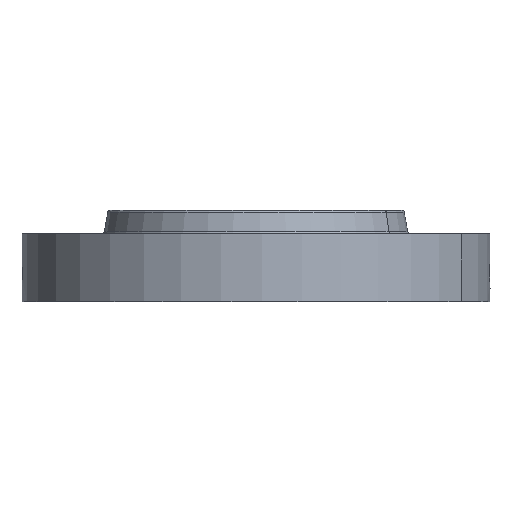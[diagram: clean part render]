
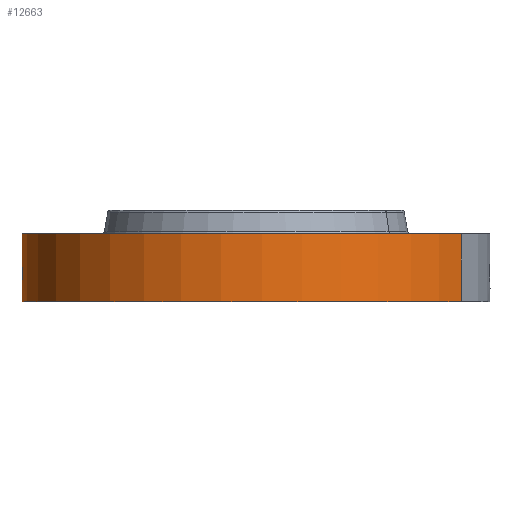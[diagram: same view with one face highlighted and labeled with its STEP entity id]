
A CAD part, left-side view. The second image highlights one B-rep face of the part: STEP entity #12663.
In plain terms, the highlighted cylindrical face has radius 158.75 mm (diameter 317.5 mm), a partial arc.
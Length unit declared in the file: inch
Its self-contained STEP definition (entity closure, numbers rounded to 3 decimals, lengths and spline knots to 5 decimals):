
#11513=AXIS2_PLACEMENT_3D('Circle Axis2P3D',#11511,#11512,$) ;
#12452=AXIS2_PLACEMENT_3D('Cylinder Axis2P3D',#12449,#12450,#12451) ;
#12568=AXIS2_PLACEMENT_3D('Circle Axis2P3D',#12566,#12567,$) ;
#11506=CARTESIAN_POINT('Vertex',(2.99641,5.48489,0.)) ;
#11508=CARTESIAN_POINT('Vertex',(-2.99641,-5.48489,0.)) ;
#11511=CARTESIAN_POINT('Axis2P3D Location',(0.,0.,0.)) ;
#12449=CARTESIAN_POINT('Axis2P3D Location',(0.,0.,1.2165)) ;
#12454=CARTESIAN_POINT('Line Origine',(2.99641,5.48489,0.9065)) ;
#12458=CARTESIAN_POINT('Vertex',(2.99641,5.48489,1.813)) ;
#12465=CARTESIAN_POINT('Vertex',(-2.99641,-5.48489,1.813)) ;
#12468=CARTESIAN_POINT('Line Origine',(-2.99641,-5.48489,0.9065)) ;
#12566=CARTESIAN_POINT('Axis2P3D Location',(0.,0.,1.813)) ;
#12578=CARTESIAN_POINT('Control Point',(-0.06146,6.2497,1.09873)) ;
#12579=CARTESIAN_POINT('Control Point',(-0.04142,6.24989,1.10227)) ;
#12580=CARTESIAN_POINT('Control Point',(-0.02107,6.25,1.10408)) ;
#12581=CARTESIAN_POINT('Control Point',(-0.00072,6.25,1.10412)) ;
#12582=CARTESIAN_POINT('Vertex',(-0.06145,6.2497,1.09874)) ;
#12584=CARTESIAN_POINT('Vertex',(-0.00072,6.25,1.10412)) ;
#12588=CARTESIAN_POINT('Control Point',(-0.06145,6.2497,1.09874)) ;
#12589=CARTESIAN_POINT('Control Point',(-0.0996,6.24932,1.09347)) ;
#12590=CARTESIAN_POINT('Control Point',(-0.1369,6.24859,1.0813)) ;
#12591=CARTESIAN_POINT('Control Point',(-0.17107,6.24766,1.06317)) ;
#12592=CARTESIAN_POINT('Vertex',(-0.17107,6.24766,1.06317)) ;
#12596=CARTESIAN_POINT('Control Point',(-0.02962,6.24993,0.34109)) ;
#12597=CARTESIAN_POINT('Control Point',(-0.08507,6.24967,0.34817)) ;
#12598=CARTESIAN_POINT('Control Point',(-0.1389,6.2488,0.36572)) ;
#12599=CARTESIAN_POINT('Control Point',(-0.18831,6.2474,0.39315)) ;
#12600=CARTESIAN_POINT('Control Point',(-0.27645,6.24416,0.46546)) ;
#12601=CARTESIAN_POINT('Control Point',(-0.33331,6.24118,0.56232)) ;
#12602=CARTESIAN_POINT('Control Point',(-0.35308,6.24003,0.61611)) ;
#12603=CARTESIAN_POINT('Control Point',(-0.36915,6.23909,0.7046)) ;
#12604=CARTESIAN_POINT('Control Point',(-0.36095,6.23957,0.79253)) ;
#12605=CARTESIAN_POINT('Control Point',(-0.35458,6.23994,0.82463)) ;
#12606=CARTESIAN_POINT('Control Point',(-0.33041,6.24131,0.90289)) ;
#12607=CARTESIAN_POINT('Control Point',(-0.28646,6.24353,0.97242)) ;
#12608=CARTESIAN_POINT('Control Point',(-0.25327,6.24503,1.00959)) ;
#12609=CARTESIAN_POINT('Control Point',(-0.21421,6.24648,1.04028)) ;
#12610=CARTESIAN_POINT('Control Point',(-0.17107,6.24766,1.06317)) ;
#12611=CARTESIAN_POINT('Vertex',(-0.02962,6.24993,0.34109)) ;
#12615=CARTESIAN_POINT('Control Point',(-0.02962,6.24993,0.34109)) ;
#12616=CARTESIAN_POINT('Control Point',(-0.01974,6.24998,0.34086)) ;
#12617=CARTESIAN_POINT('Control Point',(-0.00986,6.25,0.34096)) ;
#12618=CARTESIAN_POINT('Control Point',(0.,6.25,0.34137)) ;
#12619=CARTESIAN_POINT('Vertex',(0.,6.25,0.34137)) ;
#12623=CARTESIAN_POINT('Control Point',(0.19391,6.24699,0.39506)) ;
#12624=CARTESIAN_POINT('Control Point',(0.1347,6.24883,0.36255)) ;
#12625=CARTESIAN_POINT('Control Point',(0.0678,6.25,0.34425)) ;
#12626=CARTESIAN_POINT('Control Point',(0.,6.25,0.34137)) ;
#12627=CARTESIAN_POINT('Vertex',(0.19391,6.24699,0.39506)) ;
#12631=CARTESIAN_POINT('Control Point',(0.19391,6.24699,0.39506)) ;
#12632=CARTESIAN_POINT('Control Point',(0.22336,6.24608,0.41124)) ;
#12633=CARTESIAN_POINT('Control Point',(0.25122,6.24504,0.43031)) ;
#12634=CARTESIAN_POINT('Control Point',(0.27708,6.24393,0.45213)) ;
#12635=CARTESIAN_POINT('Control Point',(0.34494,6.24068,0.52269)) ;
#12636=CARTESIAN_POINT('Control Point',(0.38913,6.23794,0.61169)) ;
#12637=CARTESIAN_POINT('Control Point',(0.40517,6.23683,0.67566)) ;
#12638=CARTESIAN_POINT('Control Point',(0.40732,6.23675,0.78956)) ;
#12639=CARTESIAN_POINT('Control Point',(0.36819,6.23918,0.89414)) ;
#12640=CARTESIAN_POINT('Control Point',(0.34434,6.2406,0.93551)) ;
#12641=CARTESIAN_POINT('Control Point',(0.27483,6.24427,1.02151)) ;
#12642=CARTESIAN_POINT('Control Point',(0.18052,6.24777,1.07763)) ;
#12643=CARTESIAN_POINT('Control Point',(0.12139,6.24927,1.09831)) ;
#12644=CARTESIAN_POINT('Control Point',(0.06023,6.25,1.10711)) ;
#12645=CARTESIAN_POINT('Control Point',(-0.00003,6.25,1.10415)) ;
#12646=CARTESIAN_POINT('Vertex',(-0.00003,6.25,1.10415)) ;
#12650=CARTESIAN_POINT('Control Point',(-0.00072,6.25,1.10412)) ;
#12651=CARTESIAN_POINT('Control Point',(-0.00037,6.25,1.10414)) ;
#12652=CARTESIAN_POINT('Control Point',(-0.00003,6.25,1.10415)) ;
#11512=DIRECTION('Axis2P3D Direction',(0.,0.,-0.039)) ;
#12450=DIRECTION('Axis2P3D Direction',(0.,0.,-0.039)) ;
#12451=DIRECTION('Axis2P3D XDirection',(-0.019,-0.035,0.)) ;
#12455=DIRECTION('Vector Direction',(0.,0.,-0.039)) ;
#12469=DIRECTION('Vector Direction',(0.,0.,-0.039)) ;
#12567=DIRECTION('Axis2P3D Direction',(0.,0.,-0.039)) ;
#12456=VECTOR('Line Direction',#12455,0.03937) ;
#12470=VECTOR('Line Direction',#12469,0.03937) ;
#12572=ORIENTED_EDGE('',*,*,#11515,.F.) ;
#12573=ORIENTED_EDGE('',*,*,#12472,.T.) ;
#12574=ORIENTED_EDGE('',*,*,#12570,.T.) ;
#12575=ORIENTED_EDGE('',*,*,#12460,.F.) ;
#12655=ORIENTED_EDGE('',*,*,#12586,.F.) ;
#12656=ORIENTED_EDGE('',*,*,#12594,.T.) ;
#12657=ORIENTED_EDGE('',*,*,#12613,.F.) ;
#12658=ORIENTED_EDGE('',*,*,#12621,.T.) ;
#12659=ORIENTED_EDGE('',*,*,#12629,.F.) ;
#12660=ORIENTED_EDGE('',*,*,#12648,.T.) ;
#12661=ORIENTED_EDGE('',*,*,#12653,.F.) ;
#12662=FACE_BOUND('',#12654,.T.) ;
#12663=ADVANCED_FACE('PartBody',(#12576,#12662),#12453,.T.) ;
#12577=B_SPLINE_CURVE_WITH_KNOTS('',3,(#12578,#12579,#12580,#12581),.UNSPECIFIED.,.F.,.U.,(4,4),(4.26351,6.52163),.UNSPECIFIED.) ;
#12587=B_SPLINE_CURVE_WITH_KNOTS('',3,(#12588,#12589,#12590,#12591),.UNSPECIFIED.,.F.,.U.,(4,4),(0.,4.32778),.UNSPECIFIED.) ;
#12595=B_SPLINE_CURVE_WITH_KNOTS('',5,(#12596,#12597,#12598,#12599,#12600,#12601,#12602,#12603,#12604,#12605,#12606,#12607,#12608,#12609,#12610),.UNSPECIFIED.,.F.,.U.,(6,3,3,3,6),(0.,9.71433,19.93762,25.96325,35.07043),.UNSPECIFIED.) ;
#12614=B_SPLINE_CURVE_WITH_KNOTS('',3,(#12615,#12616,#12617,#12618),.UNSPECIFIED.,.F.,.U.,(4,4),(0.,1.03063),.UNSPECIFIED.) ;
#12622=B_SPLINE_CURVE_WITH_KNOTS('',3,(#12623,#12624,#12625,#12626),.UNSPECIFIED.,.F.,.U.,(4,4),(0.,7.08529),.UNSPECIFIED.) ;
#12630=B_SPLINE_CURVE_WITH_KNOTS('',5,(#12631,#12632,#12633,#12634,#12635,#12636,#12637,#12638,#12639,#12640,#12641,#12642,#12643,#12644,#12645),.UNSPECIFIED.,.F.,.U.,(6,3,3,3,6),(0.,5.87429,17.01547,25.37621,36.63941),.UNSPECIFIED.) ;
#12649=B_SPLINE_CURVE_WITH_KNOTS('',2,(#12650,#12651,#12652),.UNSPECIFIED.,.F.,.U.,(3,3),(1.0716,1.09742),.UNSPECIFIED.) ;
#11514=CIRCLE('generated circle',#11513,6.25) ;
#12569=CIRCLE('generated circle',#12568,6.25) ;
#12453=CYLINDRICAL_SURFACE('generated cylinder',#12452,6.25) ;
#11515=EDGE_CURVE('',#11509,#11507,#11514,.T.) ;
#12460=EDGE_CURVE('',#11507,#12459,#12457,.F.) ;
#12472=EDGE_CURVE('',#11509,#12466,#12471,.F.) ;
#12570=EDGE_CURVE('',#12466,#12459,#12569,.T.) ;
#12586=EDGE_CURVE('',#12583,#12585,#12577,.T.) ;
#12594=EDGE_CURVE('',#12583,#12593,#12587,.T.) ;
#12613=EDGE_CURVE('',#12612,#12593,#12595,.T.) ;
#12621=EDGE_CURVE('',#12612,#12620,#12614,.T.) ;
#12629=EDGE_CURVE('',#12628,#12620,#12622,.T.) ;
#12648=EDGE_CURVE('',#12628,#12647,#12630,.T.) ;
#12653=EDGE_CURVE('',#12585,#12647,#12649,.T.) ;
#12571=EDGE_LOOP('',(#12572,#12573,#12574,#12575)) ;
#12654=EDGE_LOOP('',(#12655,#12656,#12657,#12658,#12659,#12660,#12661)) ;
#12576=FACE_OUTER_BOUND('',#12571,.T.) ;
#12457=LINE('Line',#12454,#12456) ;
#12471=LINE('Line',#12468,#12470) ;
#11507=VERTEX_POINT('',#11506) ;
#11509=VERTEX_POINT('',#11508) ;
#12459=VERTEX_POINT('',#12458) ;
#12466=VERTEX_POINT('',#12465) ;
#12583=VERTEX_POINT('',#12582) ;
#12585=VERTEX_POINT('',#12584) ;
#12593=VERTEX_POINT('',#12592) ;
#12612=VERTEX_POINT('',#12611) ;
#12620=VERTEX_POINT('',#12619) ;
#12628=VERTEX_POINT('',#12627) ;
#12647=VERTEX_POINT('',#12646) ;
